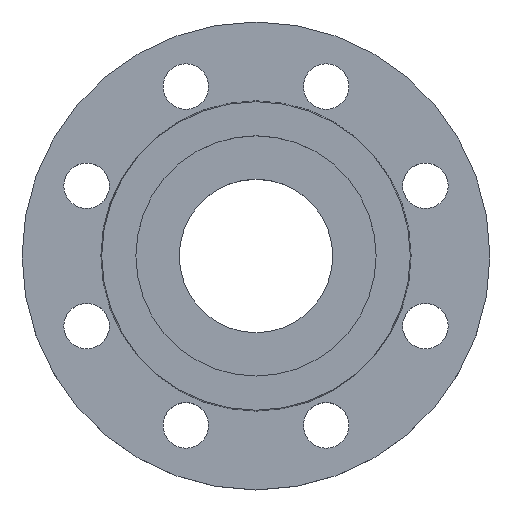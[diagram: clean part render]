
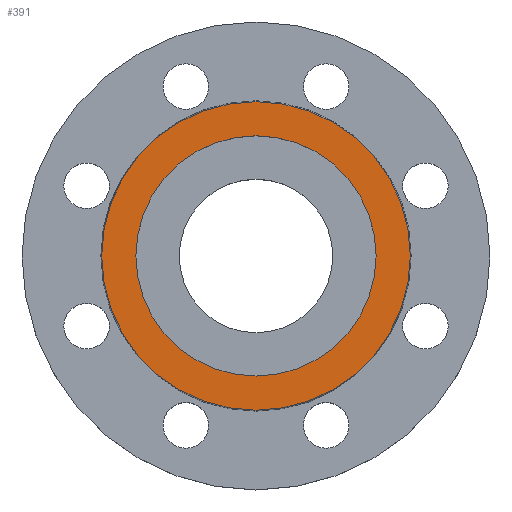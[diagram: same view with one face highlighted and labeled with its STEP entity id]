
A CAD part, top view. The second image highlights one B-rep face of the part: STEP entity #391.
In plain terms, the highlighted planar face has unit normal (0, 0, 1).
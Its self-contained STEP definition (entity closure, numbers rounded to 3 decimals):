
#24 = CARTESIAN_POINT ( 'NONE',  ( 0., 0., 0. ) ) ;
#43 = AXIS2_PLACEMENT_3D ( 'NONE', #24, #751, #661 ) ;
#67 = CARTESIAN_POINT ( 'NONE',  ( -61., 0., 0. ) ) ;
#78 = AXIS2_PLACEMENT_3D ( 'NONE', #219, #523, #912 ) ;
#187 = EDGE_CURVE ( 'NONE', #799, #361, #977, .T. ) ;
#195 = AXIS2_PLACEMENT_3D ( 'NONE', #1056, #476, #759 ) ;
#213 = CARTESIAN_POINT ( 'NONE',  ( 47.5, 0., 0. ) ) ;
#219 = CARTESIAN_POINT ( 'NONE',  ( 0., 0., 0. ) ) ;
#250 = DIRECTION ( 'NONE',  ( 0., 0., -1. ) ) ;
#287 = CARTESIAN_POINT ( 'NONE',  ( -47.5, 0., 0. ) ) ;
#289 = FACE_OUTER_BOUND ( 'NONE', #379, .T. ) ;
#321 = AXIS2_PLACEMENT_3D ( 'NONE', #1084, #609, #1090 ) ;
#324 = CARTESIAN_POINT ( 'NONE',  ( 0., 0., 0. ) ) ;
#351 = EDGE_CURVE ( 'NONE', #490, #838, #822, .T. ) ;
#361 = VERTEX_POINT ( 'NONE', #213 ) ;
#379 = EDGE_LOOP ( 'NONE', ( #992, #1018 ) ) ;
#391 = ADVANCED_FACE ( 'NONE', ( #289, #1015 ), #1021, .T. ) ;
#396 = AXIS2_PLACEMENT_3D ( 'NONE', #324, #250, #1051 ) ;
#476 = DIRECTION ( 'NONE',  ( 0., 0., -1. ) ) ;
#477 = CIRCLE ( 'NONE', #43, 47.5 ) ;
#490 = VERTEX_POINT ( 'NONE', #644 ) ;
#523 = DIRECTION ( 'NONE',  ( 0., 0., 1. ) ) ;
#583 = EDGE_CURVE ( 'NONE', #361, #799, #477, .T. ) ;
#586 = EDGE_CURVE ( 'NONE', #838, #490, #753, .T. ) ;
#609 = DIRECTION ( 'NONE',  ( 0., 0., -1. ) ) ;
#644 = CARTESIAN_POINT ( 'NONE',  ( 61., 0., 0. ) ) ;
#661 = DIRECTION ( 'NONE',  ( -1., 0., 0. ) ) ;
#751 = DIRECTION ( 'NONE',  ( 0., 0., -1. ) ) ;
#753 = CIRCLE ( 'NONE', #396, 61. ) ;
#759 = DIRECTION ( 'NONE',  ( -1., 0., 0. ) ) ;
#799 = VERTEX_POINT ( 'NONE', #287 ) ;
#822 = CIRCLE ( 'NONE', #321, 61. ) ;
#838 = VERTEX_POINT ( 'NONE', #67 ) ;
#907 = EDGE_LOOP ( 'NONE', ( #997, #1001 ) ) ;
#912 = DIRECTION ( 'NONE',  ( 1., 0., 0. ) ) ;
#977 = CIRCLE ( 'NONE', #195, 47.5 ) ;
#992 = ORIENTED_EDGE ( 'NONE', *, *, #586, .F. ) ;
#997 = ORIENTED_EDGE ( 'NONE', *, *, #187, .T. ) ;
#1001 = ORIENTED_EDGE ( 'NONE', *, *, #583, .T. ) ;
#1015 = FACE_BOUND ( 'NONE', #907, .T. ) ;
#1018 = ORIENTED_EDGE ( 'NONE', *, *, #351, .F. ) ;
#1021 = PLANE ( 'NONE',  #78 ) ;
#1051 = DIRECTION ( 'NONE',  ( -1., 0., 0. ) ) ;
#1056 = CARTESIAN_POINT ( 'NONE',  ( 0., 0., 0. ) ) ;
#1084 = CARTESIAN_POINT ( 'NONE',  ( 0., 0., 0. ) ) ;
#1090 = DIRECTION ( 'NONE',  ( -1., 0., 0. ) ) ;
